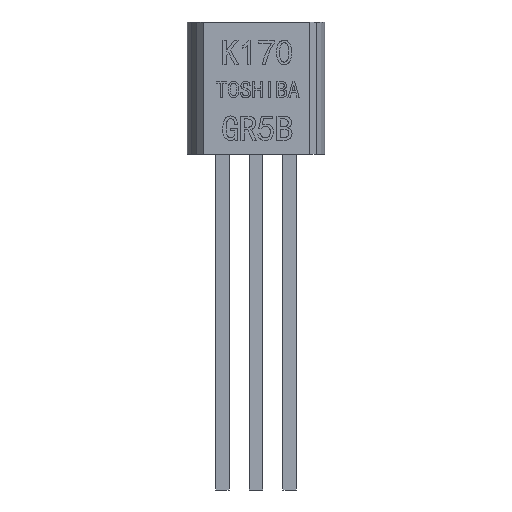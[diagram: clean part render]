
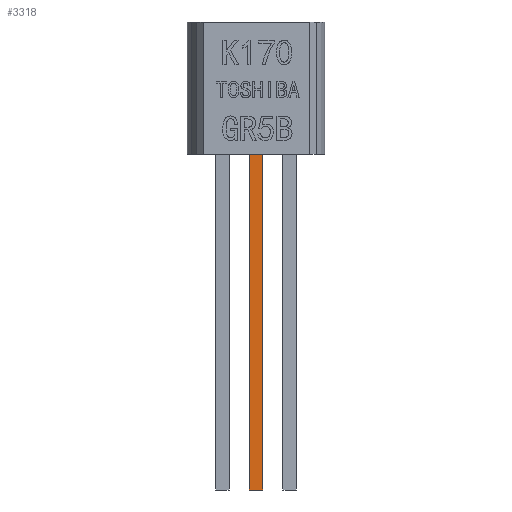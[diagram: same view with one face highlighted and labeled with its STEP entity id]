
A CAD part, front view. The second image highlights one B-rep face of the part: STEP entity #3318.
In plain terms, the highlighted planar face has unit normal (0, -1, 0).
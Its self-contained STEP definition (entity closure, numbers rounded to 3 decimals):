
#74 = VERTEX_POINT ( 'NONE', #3945 ) ;
#162 = CARTESIAN_POINT ( 'NONE',  ( -0.25, -0.25, 0. ) ) ;
#180 = DIRECTION ( 'NONE',  ( 0., 0., 1. ) ) ;
#192 = DIRECTION ( 'NONE',  ( 1., 0., 0. ) ) ;
#196 = CARTESIAN_POINT ( 'NONE',  ( 0.25, -0.25, -12.7 ) ) ;
#223 = CARTESIAN_POINT ( 'NONE',  ( -0.25, -0.25, -12.7 ) ) ;
#235 = DIRECTION ( 'NONE',  ( 0., 0., 1. ) ) ;
#376 = DIRECTION ( 'NONE',  ( 0., 0., -1. ) ) ;
#387 = PLANE ( 'NONE',  #3757 ) ;
#407 = DIRECTION ( 'NONE',  ( 0., -1., 0. ) ) ;
#411 = CARTESIAN_POINT ( 'NONE',  ( -0.25, -0.25, -12.7 ) ) ;
#2086 = EDGE_CURVE ( 'NONE', #5257, #5245, #3433, .T. ) ;
#2364 = EDGE_CURVE ( 'NONE', #5243, #74, #4917, .T. ) ;
#2365 = EDGE_CURVE ( 'NONE', #5245, #74, #4977, .T. ) ;
#2381 = EDGE_CURVE ( 'NONE', #5257, #5243, #4979, .T. ) ;
#2680 = EDGE_LOOP ( 'NONE', ( #2864, #2858, #2836, #2790 ) ) ;
#2790 = ORIENTED_EDGE ( 'NONE', *, *, #2365, .T. ) ;
#2836 = ORIENTED_EDGE ( 'NONE', *, *, #2086, .T. ) ;
#2858 = ORIENTED_EDGE ( 'NONE', *, *, #2381, .F. ) ;
#2864 = ORIENTED_EDGE ( 'NONE', *, *, #2364, .F. ) ;
#3318 = ADVANCED_FACE ( 'NONE', ( #5025 ), #387, .T. ) ;
#3416 = VECTOR ( 'NONE', #4581, 1000. ) ;
#3433 = LINE ( 'NONE', #4496, #3416 ) ;
#3757 = AXIS2_PLACEMENT_3D ( 'NONE', #411, #407, #376 ) ;
#3945 = CARTESIAN_POINT ( 'NONE',  ( 0.25, -0.25, 0. ) ) ;
#4496 = CARTESIAN_POINT ( 'NONE',  ( -0.25, -0.25, -12.7 ) ) ;
#4581 = DIRECTION ( 'NONE',  ( 1., 0., 0. ) ) ;
#4917 = LINE ( 'NONE', #162, #4957 ) ;
#4957 = VECTOR ( 'NONE', #192, 1000. ) ;
#4977 = LINE ( 'NONE', #196, #5021 ) ;
#4979 = LINE ( 'NONE', #223, #5011 ) ;
#5011 = VECTOR ( 'NONE', #235, 1000. ) ;
#5021 = VECTOR ( 'NONE', #180, 1000. ) ;
#5025 = FACE_OUTER_BOUND ( 'NONE', #2680, .T. ) ;
#5243 = VERTEX_POINT ( 'NONE', #5265 ) ;
#5245 = VERTEX_POINT ( 'NONE', #5271 ) ;
#5257 = VERTEX_POINT ( 'NONE', #5285 ) ;
#5265 = CARTESIAN_POINT ( 'NONE',  ( -0.25, -0.25, 0. ) ) ;
#5271 = CARTESIAN_POINT ( 'NONE',  ( 0.25, -0.25, -12.7 ) ) ;
#5285 = CARTESIAN_POINT ( 'NONE',  ( -0.25, -0.25, -12.7 ) ) ;
